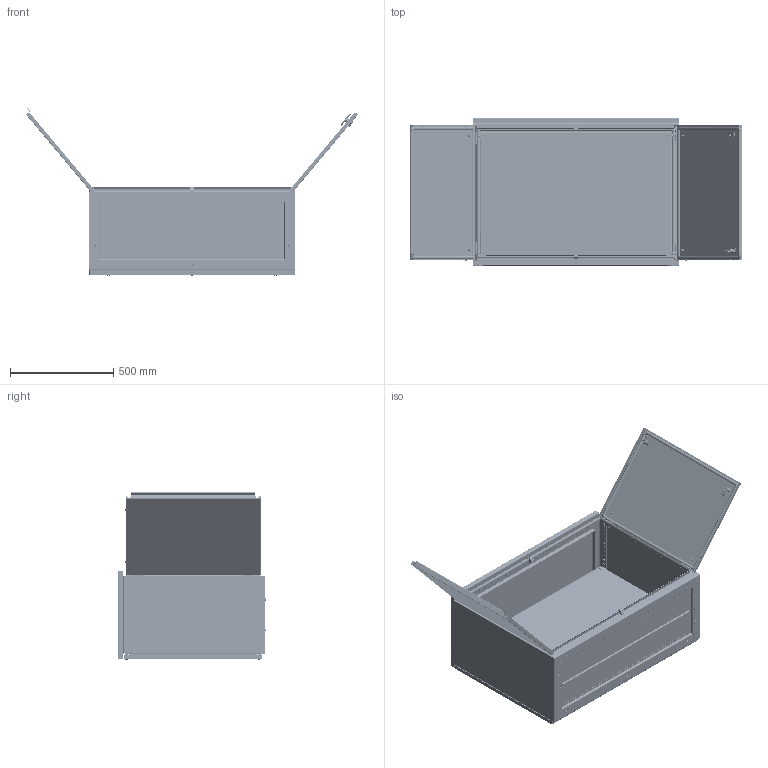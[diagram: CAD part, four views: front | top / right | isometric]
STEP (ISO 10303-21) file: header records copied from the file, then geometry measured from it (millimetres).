
FILE_DESCRIPTION (( 'STEP AP203' ), '1' );
FILE_NAME ('R5CC1000.step', '2013-04-29T07:45:37', ( 'User' ), ( 'DKC' ), 'SwSTEP 2.0', 'SolidWorks 2012', '' );
FILE_SCHEMA (( 'CONFIG_CONTROL_DESIGN' ));
Products named in the file (54): R5CC1000; Assem Control desks CN base double door_R5CPC1000; AC00C453; Bottom plate PN_LE04C007 1000x2000; Inserto filettato M6...; vite m8x12 ac00c476_DIN 7984 - M8 x 12 --- 12S; AC00C490_AC00C490; flange nut m81_Flange Nut M8; AC00C237; Mounting plate CN,VN base_LC07C003 (R5PC1000) 1000; AC00C402; Assem left door_LE02C068 1000mm; Door left side_1000 LE02C068; Assem back panel CN_LC02C003   1000mm; LC sealant for back panel_1000; Back panel CN_1000  LC02C003; Rounded head screw with cross slot M6 x 12_ISO 7045 - M6 x 12 - Z --- 12S; capscrew with recessed hexahedron m6 x 10_ISO 4762 M6 x 10 --- 10S; AC00C172 new; Assem right door_LE02C069 1000mm; MOLLA AC00C344_AC00C344; Handle small door CE_�� 㬮�砭��; Sealant AC00356_�� 㬮�砭��; AC00C348_�� 㬮�砭��; Linguetta CE_handle CE; Inserto a doppio pettine AC00C443_AC00C343; BASETTA ESTERNA PER BOX AC00C503_AC00C503; End-cup AC00C112; CERNIERA SALDATA_AC00C398; PN sealant for double doors_1000; Door right side_1000 LE02C069; Hinge CE (mirror) (1); Hinge CE (1); Perno AC00C401 (3)_AC00C401; Tapping screw 4.2x16 (1)_Tapping screw 4.2x16; CERNIERA AC00C399; blocchetto fissaggio cerniera AC00C354_AC00C354; Body of control desk CN base_LC01S009  1000mm; Fixing holder LC01C040_LC01C040; Left side CN LC01C020_MirrorLE01C051 ...
Assembly tree (163 placements, depth 5):
  R5CC1000
    Cover CN_R5CC1000
      Cover CN_LC03C017  1000
      AC00C500 Washer_�� 㬮�砭��  x6
      land_�� 㬮�砭��  x7
      end-cap_AC00C061  x3
      AC00C112  x4
    Hex Flange Bolt M6x10_ISO 4162 - M6 x 12 x 12-S  x6
    AC00C171  x6
    Sealing 8x3_1000
    Assem Control desks CN base double door_R5CPC1000
      Body of control desk CN base_LC01S009  1000mm
        Left side CN LC01C020_LC01C020
        Front bottom profile_LE01C055  1000mm
        Back bottom profile CN_LC01C030  1000mm
        Front top profile CN_LC01C024  1000mm
        Back top profile CN_LC01C036  1000mm
        Left side CN LC01C020_MirrorLE01C051
        Fixing holder LC01C040_LC01C040  x4
        land_�� 㬮�砭��  x4
        end-cap_AC00C061  x4
      Hinge CE (1)  x2
        blocchetto fissaggio cerniera AC00C354_AC00C354
        CERNIERA AC00C399
        Tapping screw 4.2x16 (1)_Tapping screw 4.2x16
        Perno AC00C401 (3)_AC00C401
      Hinge CE (mirror) (1)  x2
        blocchetto fissaggio cerniera AC00C354_AC00C354
        CERNIERA AC00C399
        Tapping screw 4.2x16 (1)_Tapping screw 4.2x16
        Perno AC00C401 (3)_AC00C401
      Assem right door_LE02C069 1000mm
        Door right side_1000 LE02C069
        PN sealant for double doors_1000
        CERNIERA SALDATA_AC00C398  x2
        End-cup AC00C112  x4
        Handle small door CE_�� 㬮�砭��  x2
          BASETTA ESTERNA PER BOX AC00C503_AC00C503
          Inserto a doppio pettine AC00C443_AC00C343
          Linguetta CE_handle CE
          Hex Flange Bolt M6x10_ISO 4162 - M6 x 12 x 12-S
          AC00C348_�� 㬮�砭��
          Sealant AC00356_�� 㬮�砭��
        MOLLA AC00C344_AC00C344  x2
        land_�� 㬮�砭��  x2
        end-cap_AC00C061  x2
      AC00C172 new  x6
      capscrew with recessed hexahedron m6 x 10_ISO 4762 M6 x 10 --- 10S  x6
      Rounded head screw with cross slot M6 x 12_ISO 7045 - M6 x 12 - Z --- 12S  x6
      Assem back panel CN_LC02C003   1000mm
        Back panel CN_1000  LC02C003
        LC sealant for back panel_1000
        End-cup AC00C112  x4
        land_�� 㬮�砭��  x2
        end-cap_AC00C061  x2
      Assem left door_LE02C068 1000mm
        Door left side_1000 LE02C068
        PN sealant for double doors_1000
        CERNIERA SALDATA_AC00C398  x2
        End-cup AC00C112  x4
Bounding box: 1611.56 x 716.5 x 812.58 mm (x, y, z)
Volume: 7672796.3 mm3; surface area: 9091480.8 mm2
Topology: 184 solids, 184 shells, 14983 faces, 40216 edges, 25809 vertices
Faces by surface type: bspline 5335, plane 3904, cylinder 3356, cone 2044, torus 312, sphere 32
Entity records: 182751 total; most frequent: CARTESIAN_POINT 99760, ORIENTED_EDGE 16330, DIRECTION 14173, EDGE_CURVE 8165, VERTEX_POINT 5093, AXIS2_PLACEMENT_3D 4821, LINE 4531, VECTOR 4531
